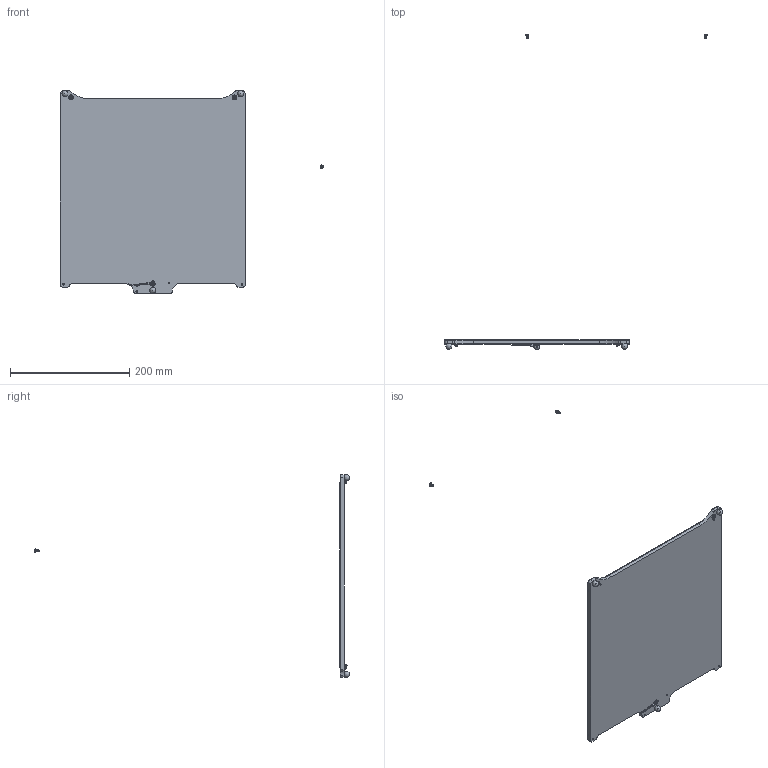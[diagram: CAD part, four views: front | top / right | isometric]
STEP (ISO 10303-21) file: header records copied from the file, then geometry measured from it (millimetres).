
FILE_DESCRIPTION(/* description */ (''),/* implementation_level */ '2;1');
FILE_NAME(/* name */ 'jubilee_resized_build_plate_assembly.step',/* time_stamp */ '2021-03-09T01:00:59-06:00',/* author */ (''),/* organization */ (''),/* preprocessor_version */ 'ST-DEVELOPER v18.1',/* originating_system */ 'Autodesk Translation Framework v9.7.0.1280',/* authorisation */ '');
FILE_SCHEMA (('AUTOMOTIVE_DESIGN { 1 0 10303 214 3 1 1 }'));
Length unit declared in the file: millimetre
Products named in the file (8): build_plate_assembly; z_plate_3_V5; m4_threaded_ball; m4_10mm_flathead_screw_92125A190_92125A190; 4000_solder_terminal_lug_Bent M3 Solder Terminal Lub (Bend B); thermistor_mockup_NTCALUG01A103F; m3_6mm_buttonhead_screw_92095A179_92095A179; magnetic_sheet
Assembly tree (17 placements, depth 2):
  build_plate_assembly
    z_plate_3_V5
    m4_threaded_ball  x3
    m3_6mm_buttonhead_screw_92095A179_92095A179  x5
    m4_10mm_flathead_screw_92125A190_92125A190  x3
    4000_solder_terminal_lug_Bent M3 Solder Terminal Lub (Bend B)  x3
    thermistor_mockup_NTCALUG01A103F
    magnetic_sheet
Bounding box: 441.56 x 528.97 x 340 mm (x, y, z)
Volume: 720700.2 mm3; surface area: 401797.9 mm2
Topology: 19 solids, 19 shells, 567 faces, 1361 edges, 846 vertices
Faces by surface type: cylinder 276, plane 172, cone 68, bspline 33, torus 10, sphere 8
Full cylindrical faces by diameter (mm): 2.35 x60, 2.5 x8, 3 x50, 3.091 x27, 3.3 x6, 3.556 x1, 4 x27, 4.3 x3, 5.7 x5, 8 x3
Entity records: 11364 total; most frequent: CARTESIAN_POINT 5892, ORIENTED_EDGE 1098, DIRECTION 1069, EDGE_CURVE 549, AXIS2_PLACEMENT_3D 421, VERTEX_POINT 347, EDGE_LOOP 258, LINE 227
